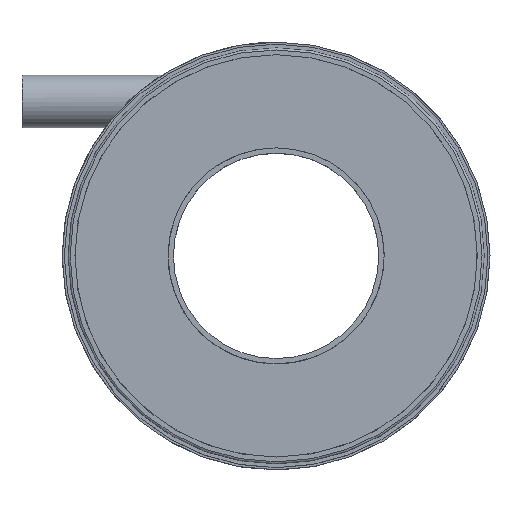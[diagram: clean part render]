
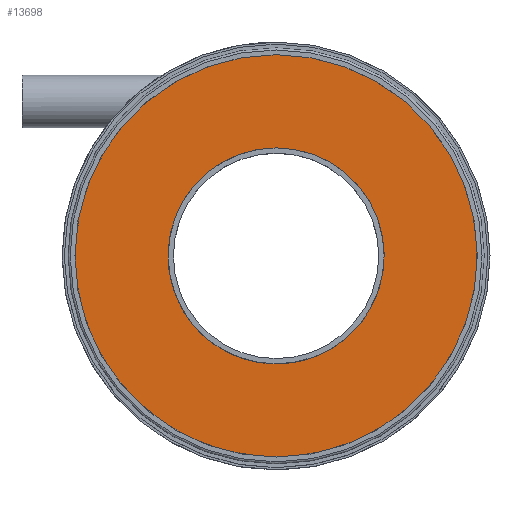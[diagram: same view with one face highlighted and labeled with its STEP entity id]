
A CAD part, top view. The second image highlights one B-rep face of the part: STEP entity #13698.
In plain terms, the highlighted planar face has unit normal (0, 0, 1).
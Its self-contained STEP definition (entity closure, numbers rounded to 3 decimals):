
#3091=PLANE('',#14182);
#3202=FACE_BOUND('',#5346,.T.);
#4518=FACE_OUTER_BOUND('',#5345,.T.);
#5345=EDGE_LOOP('',(#12235));
#5346=EDGE_LOOP('',(#12236));
#5373=CIRCLE('',#13764,19.);
#5375=CIRCLE('',#13767,10.2);
#5460=VERTEX_POINT('',#16522);
#5462=VERTEX_POINT('',#16527);
#6726=EDGE_CURVE('',#5460,#5460,#5373,.T.);
#6728=EDGE_CURVE('',#5462,#5462,#5375,.T.);
#12235=ORIENTED_EDGE('',*,*,#6726,.F.);
#12236=ORIENTED_EDGE('',*,*,#6728,.F.);
#13698=ADVANCED_FACE('',(#4518,#3202),#3091,.T.);
#13764=AXIS2_PLACEMENT_3D('',#16523,#14338,#14339);
#13767=AXIS2_PLACEMENT_3D('',#16528,#14344,#14345);
#14182=AXIS2_PLACEMENT_3D('',#24177,#16335,#16336);
#14338=DIRECTION('center_axis',(0.,0.,
-1.));
#14339=DIRECTION('ref_axis',(0.,1.,0.));
#14344=DIRECTION('center_axis',(0.,0.,
1.));
#14345=DIRECTION('ref_axis',(0.,1.,0.));
#16335=DIRECTION('center_axis',(0.,0.,
1.));
#16336=DIRECTION('ref_axis',(0.887,-0.461,0.));
#16522=CARTESIAN_POINT('',(16.858,-8.763,11.5));
#16523=CARTESIAN_POINT('Origin',(0.,0.,11.5));
#16527=CARTESIAN_POINT('',(9.05,-4.704,11.5));
#16528=CARTESIAN_POINT('Origin',(0.,0.,11.5));
#24177=CARTESIAN_POINT('Origin',(0.,0.,
11.5));
